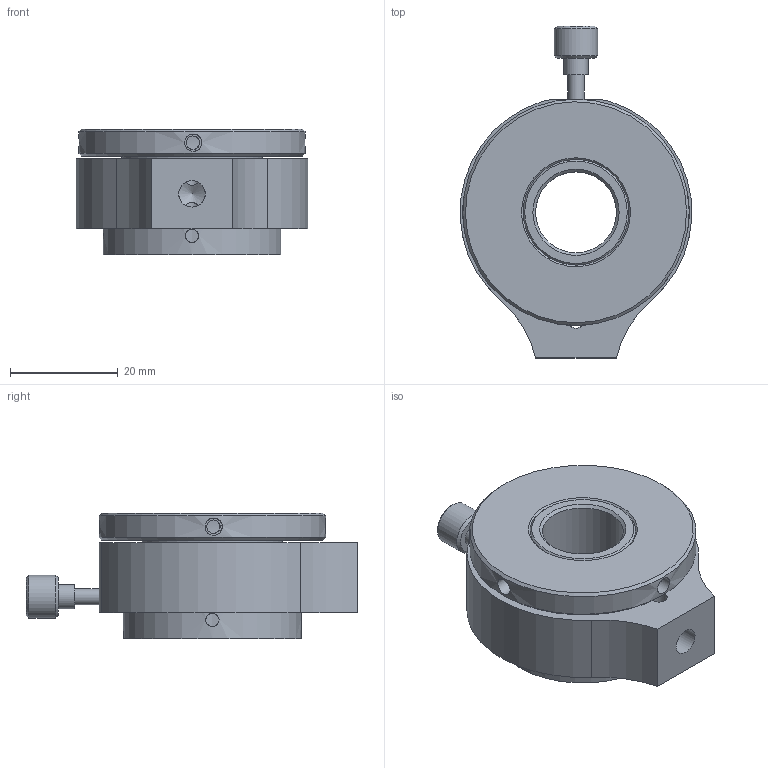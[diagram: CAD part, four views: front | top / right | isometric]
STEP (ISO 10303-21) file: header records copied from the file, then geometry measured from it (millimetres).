
FILE_DESCRIPTION(/* description */ (''),/* implementation_level */ '2;1');
FILE_NAME(/* name */ '02-RS-254x15.stp',/* time_stamp */ '2022-01-11T13:32:43+03:00',/* author */ ('NPeplov'),/* organization */ (''),/* preprocessor_version */ 'ST-DEVELOPER v17.2',/* originating_system */ 'Autodesk Inventor 2019',/* authorisation */ '');
FILE_SCHEMA (('AUTOMOTIVE_DESIGN { 1 0 10303 214 3 1 1 }'));
Length unit declared in the file: millimetre
Products named in the file (1): 02-RS-254x15-Shell
Bounding box: 42.96 x 61.58 x 23.3 mm (x, y, z)
Volume: 24368.1 mm3; surface area: 11845.8 mm2
Topology: 1 solids, 1 shells, 72 faces, 172 edges, 120 vertices
Faces by surface type: cylinder 38, plane 22, cone 8, torus 4
Full cylindrical faces by diameter (mm): 2.459 x2, 2.5 x4, 3 x4, 3.2 x4, 4.5 x1, 4.9 x1, 6 x1, 8 x1, 15 x1, 24 x2, 25.4 x1, 26 x1, 28 x1, 32 x1, 33 x1, 33.5 x1, 42 x1
Entity records: 2788 total; most frequent: CARTESIAN_POINT 940, DIRECTION 362, ORIENTED_EDGE 342, EDGE_CURVE 171, AXIS2_PLACEMENT_3D 156, VERTEX_POINT 120, EDGE_LOOP 103, CIRCLE 83
